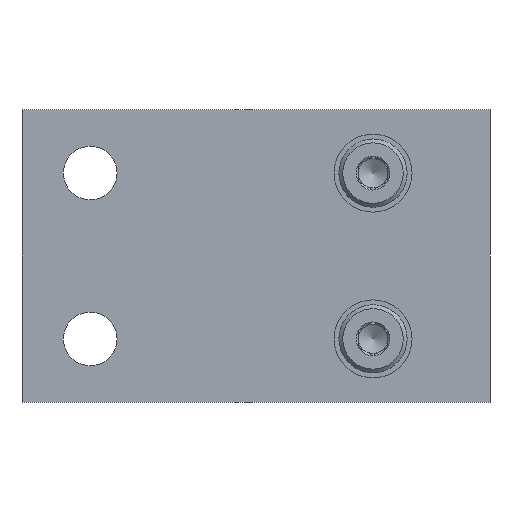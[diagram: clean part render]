
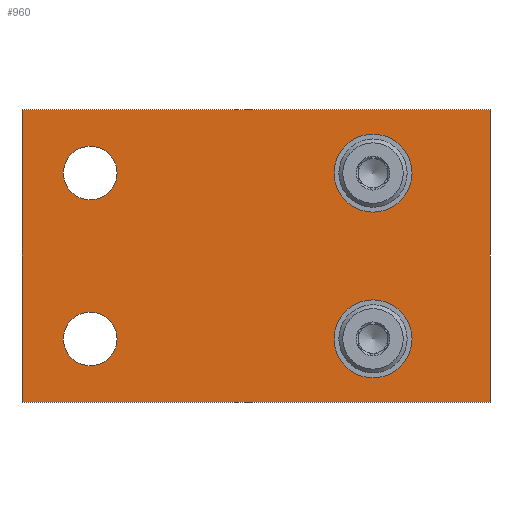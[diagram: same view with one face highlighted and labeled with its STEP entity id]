
A CAD part, front view. The second image highlights one B-rep face of the part: STEP entity #960.
In plain terms, the highlighted face is planar.
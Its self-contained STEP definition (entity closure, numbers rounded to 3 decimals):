
#66=CIRCLE('',#1061,2.75);
#68=CIRCLE('',#1064,2.75);
#70=CIRCLE('',#1068,4.);
#71=CIRCLE('',#1069,4.);
#159=ORIENTED_EDGE('',*,*,#407,.T.);
#160=ORIENTED_EDGE('',*,*,#408,.T.);
#161=ORIENTED_EDGE('',*,*,#403,.F.);
#162=ORIENTED_EDGE('',*,*,#401,.F.);
#163=ORIENTED_EDGE('',*,*,#393,.T.);
#164=ORIENTED_EDGE('',*,*,#397,.T.);
#165=ORIENTED_EDGE('',*,*,#400,.T.);
#166=ORIENTED_EDGE('',*,*,#406,.T.);
#393=EDGE_CURVE('',#520,#519,#606,.T.);
#397=EDGE_CURVE('',#519,#522,#610,.T.);
#400=EDGE_CURVE('',#522,#524,#613,.T.);
#401=EDGE_CURVE('',#525,#525,#66,.T.);
#403=EDGE_CURVE('',#527,#527,#68,.T.);
#406=EDGE_CURVE('',#524,#520,#615,.T.);
#407=EDGE_CURVE('',#529,#529,#70,.T.);
#408=EDGE_CURVE('',#530,#530,#71,.T.);
#519=VERTEX_POINT('',#1501);
#520=VERTEX_POINT('',#1503);
#522=VERTEX_POINT('',#1509);
#524=VERTEX_POINT('',#1515);
#525=VERTEX_POINT('',#1519);
#527=VERTEX_POINT('',#1524);
#529=VERTEX_POINT('',#1532);
#530=VERTEX_POINT('',#1534);
#606=LINE('',#1502,#670);
#610=LINE('',#1510,#674);
#613=LINE('',#1516,#677);
#615=LINE('',#1529,#679);
#670=VECTOR('',#1187,1000.);
#674=VECTOR('',#1193,1000.);
#677=VECTOR('',#1198,1000.);
#679=VECTOR('',#1214,1000.);
#740=EDGE_LOOP('',(#159));
#741=EDGE_LOOP('',(#160));
#742=EDGE_LOOP('',(#161));
#743=EDGE_LOOP('',(#162));
#744=EDGE_LOOP('',(#163,#164,#165,#166));
#834=FACE_BOUND('',#740,.T.);
#835=FACE_BOUND('',#741,.T.);
#836=FACE_BOUND('',#742,.T.);
#837=FACE_BOUND('',#743,.T.);
#838=FACE_BOUND('',#744,.T.);
#925=PLANE('',#1067);
#960=ADVANCED_FACE('',(#834,#835,#836,#837,#838),#925,.T.);
#1061=AXIS2_PLACEMENT_3D('',#1518,#1201,#1202);
#1064=AXIS2_PLACEMENT_3D('',#1523,#1207,#1208);
#1067=AXIS2_PLACEMENT_3D('',#1530,#1215,#1216);
#1068=AXIS2_PLACEMENT_3D('',#1531,#1217,#1218);
#1069=AXIS2_PLACEMENT_3D('',#1533,#1219,#1220);
#1187=DIRECTION('',(-1.,0.,0.));
#1193=DIRECTION('',(0.,0.,1.));
#1198=DIRECTION('',(1.,0.,0.));
#1201=DIRECTION('',(0.,1.,0.));
#1202=DIRECTION('',(1.,0.,0.));
#1207=DIRECTION('',(0.,1.,0.));
#1208=DIRECTION('',(1.,0.,0.));
#1214=DIRECTION('',(0.,0.,-1.));
#1215=DIRECTION('',(0.,1.,0.));
#1216=DIRECTION('',(0.,0.,1.));
#1217=DIRECTION('',(0.,-1.,0.));
#1218=DIRECTION('',(0.,0.,-1.));
#1219=DIRECTION('',(0.,-1.,0.));
#1220=DIRECTION('',(0.,0.,-1.));
#1501=CARTESIAN_POINT('',(0.,7.,-15.));
#1502=CARTESIAN_POINT('',(48.,7.,-15.));
#1503=CARTESIAN_POINT('',(48.,7.,-15.));
#1509=CARTESIAN_POINT('',(0.,7.,15.));
#1510=CARTESIAN_POINT('',(0.,7.,-15.));
#1515=CARTESIAN_POINT('',(48.,7.,15.));
#1516=CARTESIAN_POINT('',(0.,7.,15.));
#1518=CARTESIAN_POINT('',(7.,7.,-8.5));
#1519=CARTESIAN_POINT('',(9.75,7.,-8.5));
#1523=CARTESIAN_POINT('',(7.,7.,8.5));
#1524=CARTESIAN_POINT('',(9.75,7.,8.5));
#1529=CARTESIAN_POINT('',(48.,7.,15.));
#1530=CARTESIAN_POINT('',(0.,7.,0.));
#1531=CARTESIAN_POINT('',(36.,7.,8.5));
#1532=CARTESIAN_POINT('',(36.,7.,4.5));
#1533=CARTESIAN_POINT('',(36.,7.,-8.5));
#1534=CARTESIAN_POINT('',(36.,7.,-12.5));
